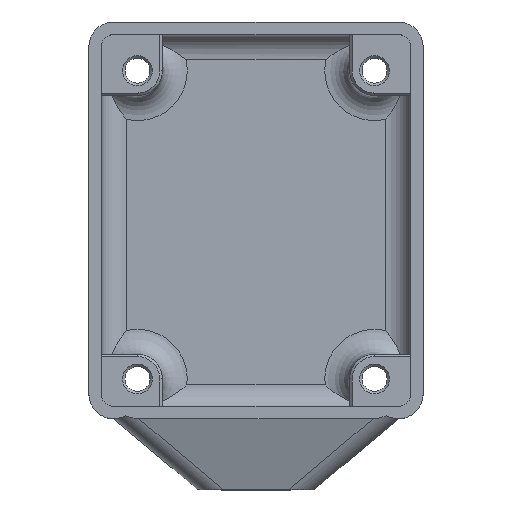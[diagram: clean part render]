
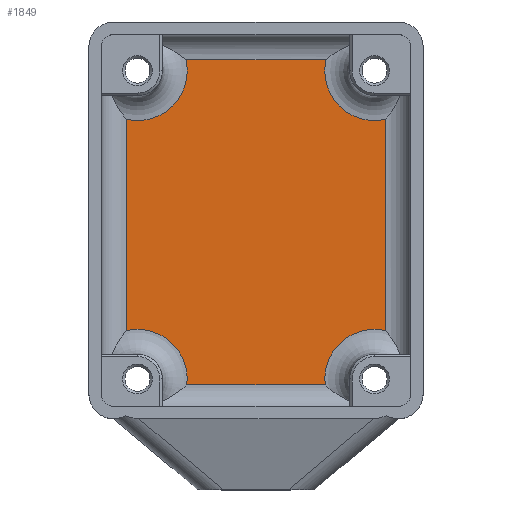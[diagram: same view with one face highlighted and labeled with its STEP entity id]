
A CAD part, top view. The second image highlights one B-rep face of the part: STEP entity #1849.
In plain terms, the highlighted planar face has unit normal (0, 0, 1).
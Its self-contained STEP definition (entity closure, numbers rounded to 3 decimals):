
#84=LINE('',#2732,#250);
#89=LINE('',#2786,#255);
#90=LINE('',#2790,#256);
#91=LINE('',#2793,#257);
#250=VECTOR('',#2181,10.);
#255=VECTOR('',#2202,10.);
#256=VECTOR('',#2205,4.);
#257=VECTOR('',#2208,10.);
#466=FACE_OUTER_BOUND('',#576,.T.);
#576=EDGE_LOOP('',(#1259,#1260,#1261,#1262,#1263,#1264,#1265,#1266));
#700=CIRCLE('',#1980,8.);
#702=CIRCLE('',#1983,8.);
#703=CIRCLE('',#1984,8.);
#704=CIRCLE('',#1985,8.);
#776=VERTEX_POINT('',#2721);
#778=VERTEX_POINT('',#2731);
#785=VERTEX_POINT('',#2763);
#788=VERTEX_POINT('',#2783);
#789=VERTEX_POINT('',#2785);
#790=VERTEX_POINT('',#2787);
#791=VERTEX_POINT('',#2789);
#792=VERTEX_POINT('',#2791);
#956=EDGE_CURVE('',#776,#778,#84,.T.);
#965=EDGE_CURVE('',#778,#785,#700,.T.);
#969=EDGE_CURVE('',#788,#776,#702,.T.);
#970=EDGE_CURVE('',#789,#788,#89,.T.);
#971=EDGE_CURVE('',#790,#789,#703,.T.);
#972=EDGE_CURVE('',#791,#790,#90,.T.);
#973=EDGE_CURVE('',#792,#791,#704,.T.);
#974=EDGE_CURVE('',#785,#792,#91,.T.);
#1259=ORIENTED_EDGE('',*,*,#956,.F.);
#1260=ORIENTED_EDGE('',*,*,#969,.F.);
#1261=ORIENTED_EDGE('',*,*,#970,.F.);
#1262=ORIENTED_EDGE('',*,*,#971,.F.);
#1263=ORIENTED_EDGE('',*,*,#972,.F.);
#1264=ORIENTED_EDGE('',*,*,#973,.F.);
#1265=ORIENTED_EDGE('',*,*,#974,.F.);
#1266=ORIENTED_EDGE('',*,*,#965,.F.);
#1794=PLANE('',#1982);
#1849=ADVANCED_FACE('',(#466),#1794,.T.);
#1980=AXIS2_PLACEMENT_3D('',#2764,#2194,#2195);
#1982=AXIS2_PLACEMENT_3D('',#2782,#2198,#2199);
#1983=AXIS2_PLACEMENT_3D('',#2784,#2200,#2201);
#1984=AXIS2_PLACEMENT_3D('',#2788,#2203,#2204);
#1985=AXIS2_PLACEMENT_3D('',#2792,#2206,#2207);
#2181=DIRECTION('',(1.,0.,0.));
#2194=DIRECTION('center_axis',(0.,0.,1.));
#2195=DIRECTION('ref_axis',(-0.707,-0.707,0.));
#2198=DIRECTION('center_axis',(0.,0.,1.));
#2199=DIRECTION('ref_axis',(1.,0.,0.));
#2200=DIRECTION('center_axis',(0.,0.,1.));
#2201=DIRECTION('ref_axis',(0.707,-0.707,0.));
#2202=DIRECTION('',(0.,1.,0.));
#2203=DIRECTION('center_axis',(0.,0.,1.));
#2204=DIRECTION('ref_axis',(0.707,0.707,0.));
#2205=DIRECTION('',(-1.,0.,0.));
#2206=DIRECTION('center_axis',(0.,0.,1.));
#2207=DIRECTION('ref_axis',(-0.707,0.707,0.));
#2208=DIRECTION('',(0.,-1.,0.));
#2721=CARTESIAN_POINT('',(-38.117,57.75,-18.));
#2731=CARTESIAN_POINT('',(-15.603,57.75,-18.));
#2732=CARTESIAN_POINT('',(-38.29,57.75,-18.));
#2763=CARTESIAN_POINT('',(-6.,48.147,-18.));
#2764=CARTESIAN_POINT('Origin',(-7.81,55.94,-18.));
#2782=CARTESIAN_POINT('Origin',(-26.86,31.875,-18.));
#2783=CARTESIAN_POINT('',(-47.72,48.147,-18.));
#2784=CARTESIAN_POINT('Origin',(-45.91,55.94,-18.));
#2785=CARTESIAN_POINT('',(-47.72,14.201,-18.));
#2786=CARTESIAN_POINT('',(-47.72,17.938,-18.));
#2787=CARTESIAN_POINT('',(-37.968,5.464,-18.));
#2788=CARTESIAN_POINT('Origin',(-45.912,6.408,-18.));
#2789=CARTESIAN_POINT('',(-15.752,5.464,-18.));
#2790=CARTESIAN_POINT('',(-6.,5.464,-18.));
#2791=CARTESIAN_POINT('',(-6.,14.201,-18.));
#2792=CARTESIAN_POINT('Origin',(-7.808,6.408,-18.));
#2793=CARTESIAN_POINT('',(-6.,45.813,-18.));
